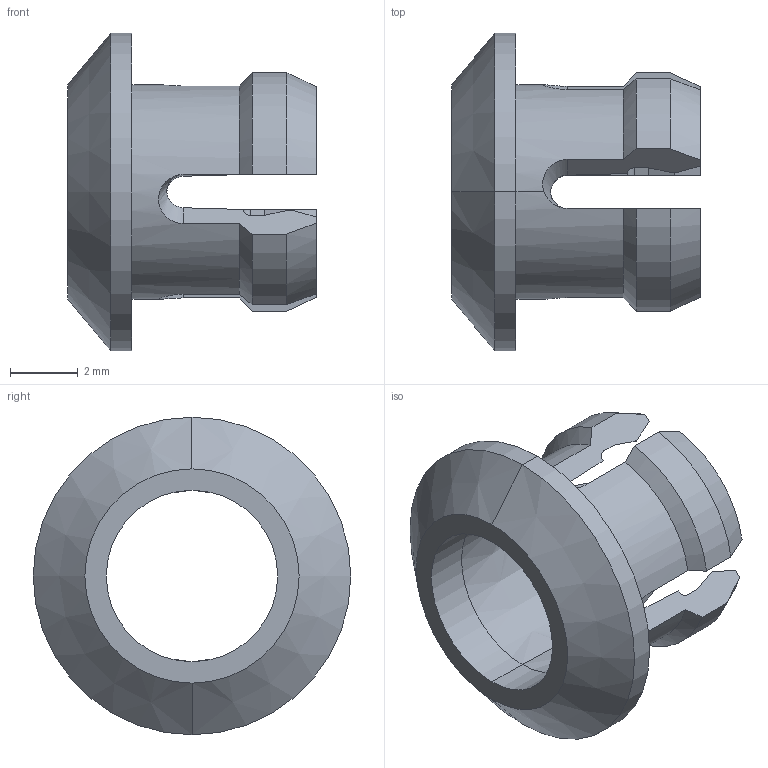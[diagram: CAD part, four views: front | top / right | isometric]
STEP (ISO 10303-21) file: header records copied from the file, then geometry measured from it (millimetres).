
FILE_DESCRIPTION (( 'STEP AP203' ), '1' );
FILE_NAME ('CLP 127.STEP', '2017-09-12T22:54:53', ( '' ), ( '' ), 'SwSTEP 2.0', 'SolidWorks 2016', '' );
FILE_SCHEMA (( 'CONFIG_CONTROL_DESIGN' ));
Length unit declared in the file: inch
Products named in the file (1): CLP 127
Bounding box: 7.35 x 9.4 x 9.4 mm (x, y, z)
Volume: 115.2 mm3; surface area: 339.2 mm2
Topology: 1 solids, 1 shells, 56 faces, 158 edges, 104 vertices
Faces by surface type: cone 20, cylinder 14, plane 14, torus 4, bspline 4
Entity records: 2741 total; most frequent: CARTESIAN_POINT 1291, ORIENTED_EDGE 316, DIRECTION 252, EDGE_CURVE 158, VERTEX_POINT 104, AXIS2_PLACEMENT_3D 101, B_SPLINE_CURVE_WITH_KNOTS 60, EDGE_LOOP 58
